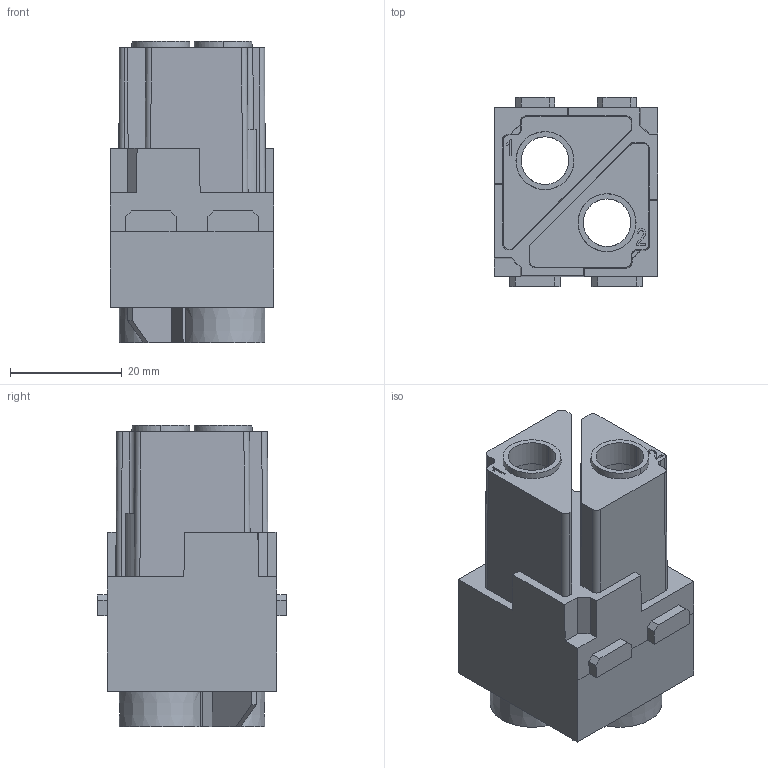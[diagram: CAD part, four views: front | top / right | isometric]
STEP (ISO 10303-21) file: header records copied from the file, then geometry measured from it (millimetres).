
FILE_DESCRIPTION(('CATIA V5R20 STEP214','CAx-IF Rec.Pracs.--- Model Styling and Organization---1.5--- 2016-08-15','CAx-IF Rec.Pracs.---Supplemental Geometry---1.0---2011-11-01','CAx-IF Rec.Pracs.--- Composite Materials ---1.1---2010-07-15'),'2;1');
FILE_NAME ('2183697-2_0', '2025-07-10T11:07:25+00:00', ('Weidmueller Interface'), ('Weidmueller'), 'CATIA Version 5-6 Release 2024 SP4', 'CATIA V5 STEP AP214 v3', 'none');
FILE_SCHEMA(('AUTOMOTIVE_DESIGN { 1 0 10303 214 1 1 1 1 }'));
Length unit declared in the file: millimetre
Products named in the file (1): 3157230000
Bounding box: 29.3 x 33.85 x 53.95 mm (x, y, z)
Volume: 26845 mm3; surface area: 12474.4 mm2
Topology: 1 solids, 1 shells, 229 faces, 654 edges, 438 vertices
Faces by surface type: plane 199, cylinder 18, cone 12
Entity records: 7728 total; most frequent: CARTESIAN_POINT 1927, ORIENTED_EDGE 1308, DIRECTION 1001, EDGE_CURVE 654, VECTOR 577, LINE 577, VERTEX_POINT 438, EDGE_LOOP 244
